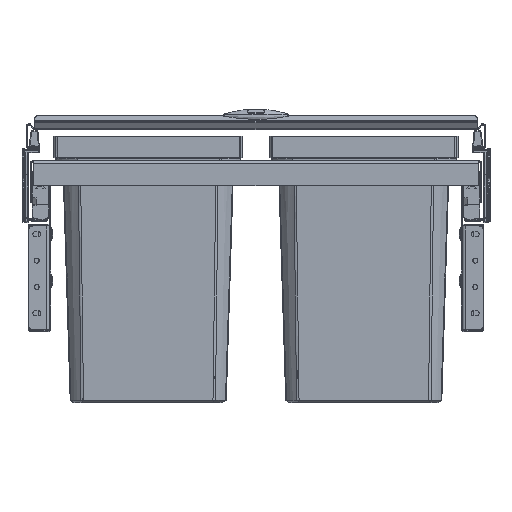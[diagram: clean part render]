
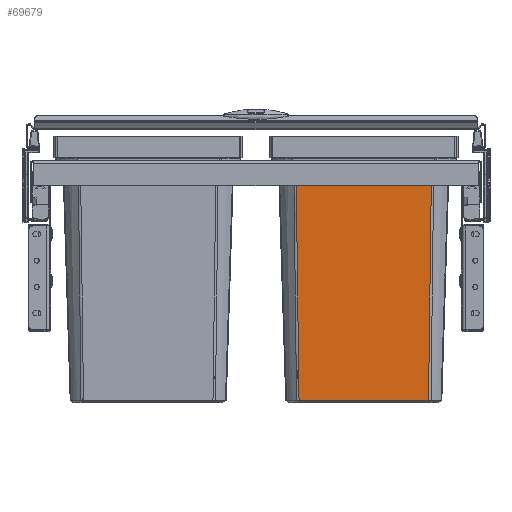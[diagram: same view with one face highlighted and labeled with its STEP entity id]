
A CAD part, top view. The second image highlights one B-rep face of the part: STEP entity #69679.
In plain terms, the highlighted planar face has unit normal (0, -0.031, 1).
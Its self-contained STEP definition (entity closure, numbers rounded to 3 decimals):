
#13520=EDGE_CURVE('9833',#36339,#36336,#36340,.T.);
#13572=EDGE_CURVE('9781',#36336,#36407,#36410,.T.);
#13574=EDGE_CURVE('9817',#36412,#36407,#36413,.T.);
#13576=EDGE_CURVE('9786',#36339,#36412,#36415,.T.);
#36336=VERTEX_POINT('',#68888);
#36339=VERTEX_POINT('',#68899);
#36340=LINE('',#68900,#68901);
#36407=VERTEX_POINT('',#69093);
#36410=B_SPLINE_CURVE_WITH_KNOTS('',3,(#69102,#69103,#69104,#69105,#69106,#69107),.UNSPECIFIED.,.F.,.F.,(4,1,1,4),(0.0,0.333,0.667,1.0),.UNSPECIFIED.);
#36412=VERTEX_POINT('',#69110);
#36413=LINE('',#69111,#69112);
#36415=B_SPLINE_CURVE_WITH_KNOTS('',3,(#69115,#69116,#69117,#69118,#69119,#69120),.UNSPECIFIED.,.F.,.F.,(4,1,1,4),(0.0,0.333,0.667,1.0),.UNSPECIFIED.);
#68888=CARTESIAN_POINT('',(48.371,9.8,-11.429));
#68899=CARTESIAN_POINT('',(213.229,9.8,-11.429));
#68900=CARTESIAN_POINT('',(213.229,9.8,-11.429));
#68901=VECTOR('',#120194,164.857);
#69093=CARTESIAN_POINT('',(52.22,-290.329,-20.784));
#69102=CARTESIAN_POINT('',(48.371,9.8,-11.429));
#69103=CARTESIAN_POINT('',(48.817,-25.284,-12.522));
#69104=CARTESIAN_POINT('',(49.696,-94.295,-14.673));
#69105=CARTESIAN_POINT('',(50.978,-194.335,-17.792));
#69106=CARTESIAN_POINT('',(51.809,-258.716,-19.799));
#69107=CARTESIAN_POINT('',(52.22,-290.329,-20.784));
#69110=CARTESIAN_POINT('',(209.38,-290.329,-20.784));
#69111=CARTESIAN_POINT('',(209.38,-290.329,-20.784));
#69112=VECTOR('',#120206,157.161);
#69115=CARTESIAN_POINT('',(213.229,9.8,-11.429));
#69116=CARTESIAN_POINT('',(212.783,-25.284,-12.522));
#69117=CARTESIAN_POINT('',(211.904,-94.295,-14.673));
#69118=CARTESIAN_POINT('',(210.622,-194.335,-17.792));
#69119=CARTESIAN_POINT('',(209.791,-258.716,-19.799));
#69120=CARTESIAN_POINT('',(209.38,-290.329,-20.784));
#69679=ADVANCED_FACE('7138',(#120568),#120569,.T.);
#120194=DIRECTION('',(-1.0,0.0,0.0));
#120206=DIRECTION('',(-1.0,0.0,0.0));
#120568=FACE_OUTER_BOUND('',#151180,.T.);
#120569=PLANE('',#151181);
#151180=EDGE_LOOP('',(#167174,#167175,#167176,#167177));
#151181=AXIS2_PLACEMENT_3D('',#167178,#167179,#167180);
#167174=ORIENTED_EDGE('',*,*,#13574,.F.);
#167175=ORIENTED_EDGE('',*,*,#13576,.F.);
#167176=ORIENTED_EDGE('',*,*,#13520,.T.);
#167177=ORIENTED_EDGE('',*,*,#13572,.T.);
#167178=CARTESIAN_POINT('',(130.8,-130.469,-15.801));
#167179=DIRECTION('',(0.0,-0.031,1.));
#167180=DIRECTION('',(1.0,0.0,0.0));
